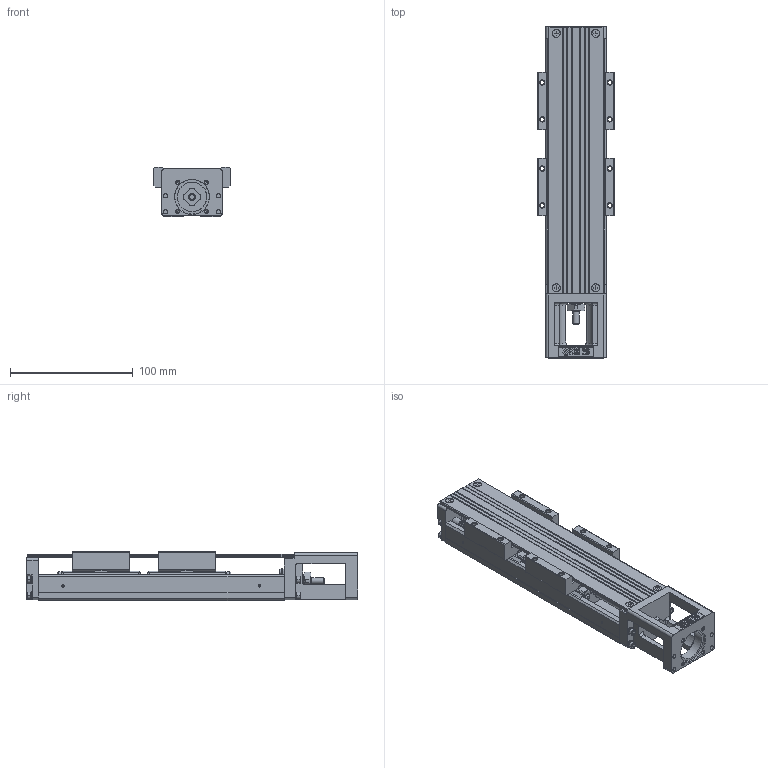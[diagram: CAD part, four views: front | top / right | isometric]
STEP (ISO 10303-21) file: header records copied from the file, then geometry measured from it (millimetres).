
FILE_DESCRIPTION(/* description */ (''),/* implementation_level */ '2;1');
FILE_NAME(/* name */ 'KM26B+200N0_1020_stp.stp',/* time_stamp */ '2010-02-05T16:56:51+08:00',/* author */ (''),/* organization */ (''),/* preprocessor_version */ 'ST-DEVELOPER v11',/* originating_system */ 'UGS - NX 5.0',/* authorisation */ '');
FILE_SCHEMA (('CONFIG_CONTROL_DESIGN'));
Length unit declared in the file: millimetre
Products named in the file (1): shin229Dd0ah
Bounding box: 62 x 270 x 40 mm (x, y, z)
Volume: 308618 mm3; surface area: 126622.3 mm2
Topology: 4 solids, 16 shells, 1754 faces, 4681 edges, 3059 vertices
Faces by surface type: plane 1186, cylinder 332, cone 143, extrusion 38, torus 20, sphere 18, bspline 17
Full cylindrical faces by diameter (mm): 1.6 x4, 2.5 x17, 3 x4, 3.3 x16, 3.5 x16, 4 x5, 4.5 x6, 4.7 x4, 5 x3, 5.3 x8, 6 x17, 7 x4, 8 x15, 9 x4, 10 x2, 11 x2, 24 x1, 28 x1
Entity records: 54364 total; most frequent: CARTESIAN_POINT 11490, ORIENTED_EDGE 8762, DIRECTION 8489, EDGE_CURVE 4381, VECTOR 3253, LINE 3215, VERTEX_POINT 2974, AXIS2_PLACEMENT_3D 2618
